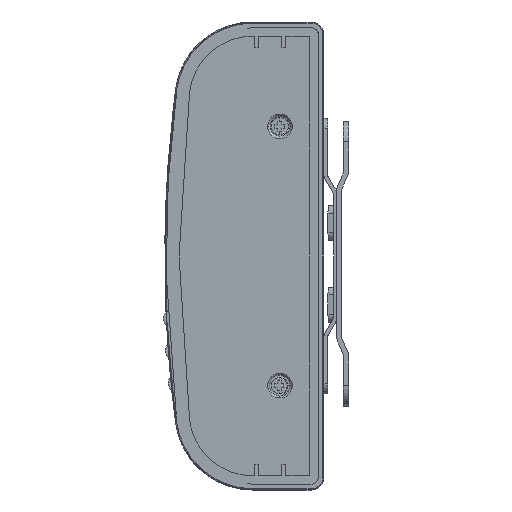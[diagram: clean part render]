
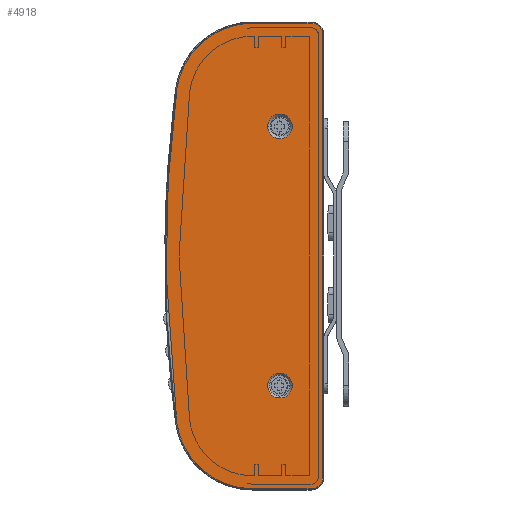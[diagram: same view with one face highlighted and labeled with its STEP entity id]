
A CAD part, left-side view. The second image highlights one B-rep face of the part: STEP entity #4918.
In plain terms, the highlighted planar face has unit normal (-1, 0, 0).
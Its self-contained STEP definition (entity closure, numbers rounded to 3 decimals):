
#192 = CARTESIAN_POINT ( 'NONE',  ( -204., 48.783, 79.471 ) ) ;
#194 = ORIENTED_EDGE ( 'NONE', *, *, #3242, .F. ) ;
#227 = CARTESIAN_POINT ( 'NONE',  ( -204., -5.5, 87.886 ) ) ;
#520 = CARTESIAN_POINT ( 'NONE',  ( -204., -5.5, -85.25 ) ) ;
#797 = CIRCLE ( 'NONE', #8956, 4.75 ) ;
#976 = AXIS2_PLACEMENT_3D ( 'NONE', #13135, #13349, #2261 ) ;
#1308 = VERTEX_POINT ( 'NONE', #6429 ) ;
#1483 = DIRECTION ( 'NONE',  ( -1., 0., 0. ) ) ;
#1560 = EDGE_LOOP ( 'NONE', ( #8139, #5228, #4197, #4394, #19000, #17259, #17974, #18248 ) ) ;
#1792 =( BOUNDED_CURVE ( )  B_SPLINE_CURVE ( 3, ( #9639, #14384, #227, #3518 ),
 .UNSPECIFIED., .F., .T. ) 
 B_SPLINE_CURVE_WITH_KNOTS ( ( 4, 4 ),
 ( 0., 1. ),
 .UNSPECIFIED. ) 
 CURVE ( )  GEOMETRIC_REPRESENTATION_ITEM ( )  RATIONAL_B_SPLINE_CURVE ( ( 1., 0.805, 0.805, 1. ) ) 
 REPRESENTATION_ITEM ( '' )  );
#1982 = VERTEX_POINT ( 'NONE', #16655 ) ;
#2203 = CARTESIAN_POINT ( 'NONE',  ( -204., 6.25, 50. ) ) ;
#2261 = DIRECTION ( 'NONE',  ( 0., -1., 0. ) ) ;
#2340 = EDGE_CURVE ( 'NONE', #20129, #9446, #7373, .T. ) ;
#2366 = DIRECTION ( 'NONE',  ( 0., 1., 0. ) ) ;
#2864 = CARTESIAN_POINT ( 'NONE',  ( -204., -5.5, 85.25 ) ) ;
#2986 = CARTESIAN_POINT ( 'NONE',  ( -204., -5.5, -85.25 ) ) ;
#3134 = DIRECTION ( 'NONE',  ( 0., -1., 0. ) ) ;
#3242 = EDGE_CURVE ( 'NONE', #1982, #1308, #10676, .T. ) ;
#3295 = CARTESIAN_POINT ( 'NONE',  ( -204., 50.779, -64.032 ) ) ;
#3518 = CARTESIAN_POINT ( 'NONE',  ( -204., -5.5, 85.25 ) ) ;
#3690 = CARTESIAN_POINT ( 'NONE',  ( -204., -1., -89.75 ) ) ;
#3874 = VERTEX_POINT ( 'NONE', #17636 ) ;
#3961 = PLANE ( 'NONE',  #17857 ) ;
#4012 =( BOUNDED_CURVE ( )  B_SPLINE_CURVE ( 3, ( #20254, #192, #20164, #12219 ),
 .UNSPECIFIED., .F., .T. ) 
 B_SPLINE_CURVE_WITH_KNOTS ( ( 4, 4 ),
 ( 0., 1. ),
 .UNSPECIFIED. ) 
 CURVE ( )  GEOMETRIC_REPRESENTATION_ITEM ( )  RATIONAL_B_SPLINE_CURVE ( ( 1., 0.834, 0.834, 1. ) ) 
 REPRESENTATION_ITEM ( '' )  );
#4032 = DIRECTION ( 'NONE',  ( 0., -1., 0. ) ) ;
#4103 = DIRECTION ( 'NONE',  ( 0., 0., -1. ) ) ;
#4197 = ORIENTED_EDGE ( 'NONE', *, *, #4420, .F. ) ;
#4330 = CARTESIAN_POINT ( 'NONE',  ( -204., 50.779, -64.032 ) ) ;
#4394 = ORIENTED_EDGE ( 'NONE', *, *, #12586, .F. ) ;
#4420 = EDGE_CURVE ( 'NONE', #12588, #18285, #10283, .T. ) ;
#4466 = AXIS2_PLACEMENT_3D ( 'NONE', #15409, #1483, #10902 ) ;
#4658 = EDGE_CURVE ( 'NONE', #9145, #8367, #1792, .T. ) ;
#4918 = ADVANCED_FACE ( 'NONE', ( #11989, #17911, #5716 ), #3961, .F. ) ;
#5132 = ORIENTED_EDGE ( 'NONE', *, *, #15914, .F. ) ;
#5228 = ORIENTED_EDGE ( 'NONE', *, *, #18317, .F. ) ;
#5317 = VERTEX_POINT ( 'NONE', #2203 ) ;
#5443 = VECTOR ( 'NONE', #4103, 1000. ) ;
#5604 = VERTEX_POINT ( 'NONE', #15697 ) ;
#5716 = FACE_OUTER_BOUND ( 'NONE', #1560, .T. ) ;
#6429 = CARTESIAN_POINT ( 'NONE',  ( -204., 6.25, -50. ) ) ;
#6750 = CARTESIAN_POINT ( 'NONE',  ( -204., -5.5, -87.886 ) ) ;
#7151 = LINE ( 'NONE', #18153, #5443 ) ;
#7373 = LINE ( 'NONE', #10443, #12134 ) ;
#7889 = EDGE_LOOP ( 'NONE', ( #11706, #194 ) ) ;
#8139 = ORIENTED_EDGE ( 'NONE', *, *, #18489, .F. ) ;
#8367 = VERTEX_POINT ( 'NONE', #2864 ) ;
#8550 = DIRECTION ( 'NONE',  ( 0., 0., -1. ) ) ;
#8956 = AXIS2_PLACEMENT_3D ( 'NONE', #15395, #18683, #10889 ) ;
#9145 = VERTEX_POINT ( 'NONE', #12046 ) ;
#9295 = CARTESIAN_POINT ( 'NONE',  ( -204., 50.779, 64.032 ) ) ;
#9446 = VERTEX_POINT ( 'NONE', #20058 ) ;
#9639 = CARTESIAN_POINT ( 'NONE',  ( -204., -1., 89.75 ) ) ;
#9996 = DIRECTION ( 'NONE',  ( 1., 0., 0. ) ) ;
#10283 =( BOUNDED_CURVE ( )  B_SPLINE_CURVE ( 3, ( #4330, #19591, #14998, #13464 ),
 .UNSPECIFIED., .F., .T. ) 
 B_SPLINE_CURVE_WITH_KNOTS ( ( 4, 4 ),
 ( 0., 1. ),
 .UNSPECIFIED. ) 
 CURVE ( )  GEOMETRIC_REPRESENTATION_ITEM ( )  RATIONAL_B_SPLINE_CURVE ( ( 1., 0.994, 0.994, 1. ) ) 
 REPRESENTATION_ITEM ( '' )  );
#10411 = EDGE_CURVE ( 'NONE', #15995, #20129, #13179, .T. ) ;
#10443 = CARTESIAN_POINT ( 'NONE',  ( -204., -6., -89.75 ) ) ;
#10676 = CIRCLE ( 'NONE', #4466, 4.75 ) ;
#10889 = DIRECTION ( 'NONE',  ( 0., -1., 0. ) ) ;
#10902 = DIRECTION ( 'NONE',  ( 0., -1., 0. ) ) ;
#11118 = CARTESIAN_POINT ( 'NONE',  ( -204., -6., 89.75 ) ) ;
#11379 = EDGE_CURVE ( 'NONE', #5317, #3874, #797, .T. ) ;
#11706 = ORIENTED_EDGE ( 'NONE', *, *, #16265, .F. ) ;
#11989 = FACE_BOUND ( 'NONE', #14383, .T. ) ;
#12007 = ORIENTED_EDGE ( 'NONE', *, *, #11379, .F. ) ;
#12046 = CARTESIAN_POINT ( 'NONE',  ( -204., -1., 89.75 ) ) ;
#12134 = VECTOR ( 'NONE', #2366, 1000. ) ;
#12203 = VECTOR ( 'NONE', #3134, 1000. ) ;
#12219 = CARTESIAN_POINT ( 'NONE',  ( -204., 21.522, 89.75 ) ) ;
#12400 =( BOUNDED_CURVE ( )  B_SPLINE_CURVE ( 3, ( #17013, #14062, #12524, #14168 ),
 .UNSPECIFIED., .F., .T. ) 
 B_SPLINE_CURVE_WITH_KNOTS ( ( 4, 4 ),
 ( 0., 1. ),
 .UNSPECIFIED. ) 
 CURVE ( )  GEOMETRIC_REPRESENTATION_ITEM ( )  RATIONAL_B_SPLINE_CURVE ( ( 1., 0.834, 0.834, 1. ) ) 
 REPRESENTATION_ITEM ( '' )  );
#12524 = CARTESIAN_POINT ( 'NONE',  ( -204., 48.783, -79.471 ) ) ;
#12586 = EDGE_CURVE ( 'NONE', #9446, #12588, #12400, .T. ) ;
#12588 = VERTEX_POINT ( 'NONE', #3295 ) ;
#13091 = CIRCLE ( 'NONE', #976, 4.75 ) ;
#13135 = CARTESIAN_POINT ( 'NONE',  ( -204., 11., -50. ) ) ;
#13179 =( BOUNDED_CURVE ( )  B_SPLINE_CURVE ( 3, ( #520, #6750, #17728, #3690 ),
 .UNSPECIFIED., .F., .T. ) 
 B_SPLINE_CURVE_WITH_KNOTS ( ( 4, 4 ),
 ( 0., 1. ),
 .UNSPECIFIED. ) 
 CURVE ( )  GEOMETRIC_REPRESENTATION_ITEM ( )  RATIONAL_B_SPLINE_CURVE ( ( 1., 0.805, 0.805, 1. ) ) 
 REPRESENTATION_ITEM ( '' )  );
#13349 = DIRECTION ( 'NONE',  ( -1., 0., 0. ) ) ;
#13464 = CARTESIAN_POINT ( 'NONE',  ( -204., 50.779, 64.032 ) ) ;
#13515 = CARTESIAN_POINT ( 'NONE',  ( -204., -6., 0. ) ) ;
#13850 = CIRCLE ( 'NONE', #14823, 4.75 ) ;
#14062 = CARTESIAN_POINT ( 'NONE',  ( -204., 37.09, -89.75 ) ) ;
#14168 = CARTESIAN_POINT ( 'NONE',  ( -204., 50.779, -64.032 ) ) ;
#14383 = EDGE_LOOP ( 'NONE', ( #12007, #5132 ) ) ;
#14384 = CARTESIAN_POINT ( 'NONE',  ( -204., -3.636, 89.75 ) ) ;
#14797 = DIRECTION ( 'NONE',  ( -1., 0., 0. ) ) ;
#14823 = AXIS2_PLACEMENT_3D ( 'NONE', #16537, #14797, #4032 ) ;
#14998 = CARTESIAN_POINT ( 'NONE',  ( -204., 56.281, 21.462 ) ) ;
#15395 = CARTESIAN_POINT ( 'NONE',  ( -204., 11., 50. ) ) ;
#15409 = CARTESIAN_POINT ( 'NONE',  ( -204., 11., -50. ) ) ;
#15697 = CARTESIAN_POINT ( 'NONE',  ( -204., 21.522, 89.75 ) ) ;
#15914 = EDGE_CURVE ( 'NONE', #3874, #5317, #13850, .T. ) ;
#15995 = VERTEX_POINT ( 'NONE', #2986 ) ;
#16265 = EDGE_CURVE ( 'NONE', #1308, #1982, #13091, .T. ) ;
#16405 = CARTESIAN_POINT ( 'NONE',  ( -204., -1., -89.75 ) ) ;
#16537 = CARTESIAN_POINT ( 'NONE',  ( -204., 11., 50. ) ) ;
#16655 = CARTESIAN_POINT ( 'NONE',  ( -204., 15.75, -50. ) ) ;
#17013 = CARTESIAN_POINT ( 'NONE',  ( -204., 21.522, -89.75 ) ) ;
#17166 = LINE ( 'NONE', #11118, #12203 ) ;
#17259 = ORIENTED_EDGE ( 'NONE', *, *, #10411, .F. ) ;
#17636 = CARTESIAN_POINT ( 'NONE',  ( -204., 15.75, 50. ) ) ;
#17728 = CARTESIAN_POINT ( 'NONE',  ( -204., -3.636, -89.75 ) ) ;
#17857 = AXIS2_PLACEMENT_3D ( 'NONE', #13515, #9996, #8550 ) ;
#17911 = FACE_BOUND ( 'NONE', #7889, .T. ) ;
#17974 = ORIENTED_EDGE ( 'NONE', *, *, #19824, .F. ) ;
#18153 = CARTESIAN_POINT ( 'NONE',  ( -204., -5.5, -85.708 ) ) ;
#18248 = ORIENTED_EDGE ( 'NONE', *, *, #4658, .F. ) ;
#18285 = VERTEX_POINT ( 'NONE', #9295 ) ;
#18317 = EDGE_CURVE ( 'NONE', #18285, #5604, #4012, .T. ) ;
#18489 = EDGE_CURVE ( 'NONE', #5604, #9145, #17166, .T. ) ;
#18683 = DIRECTION ( 'NONE',  ( -1., 0., 0. ) ) ;
#19000 = ORIENTED_EDGE ( 'NONE', *, *, #2340, .F. ) ;
#19591 = CARTESIAN_POINT ( 'NONE',  ( -204., 56.281, -21.462 ) ) ;
#19824 = EDGE_CURVE ( 'NONE', #8367, #15995, #7151, .T. ) ;
#20058 = CARTESIAN_POINT ( 'NONE',  ( -204., 21.522, -89.75 ) ) ;
#20129 = VERTEX_POINT ( 'NONE', #16405 ) ;
#20164 = CARTESIAN_POINT ( 'NONE',  ( -204., 37.09, 89.75 ) ) ;
#20254 = CARTESIAN_POINT ( 'NONE',  ( -204., 50.779, 64.032 ) ) ;
